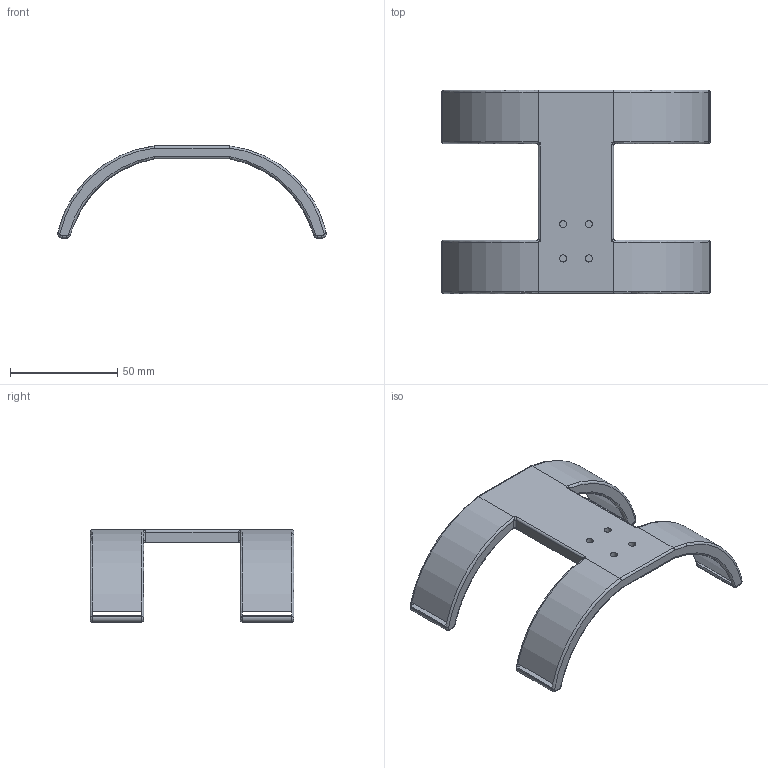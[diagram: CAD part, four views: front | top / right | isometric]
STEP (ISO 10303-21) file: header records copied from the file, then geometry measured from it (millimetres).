
FILE_DESCRIPTION(/* description */ (''),/* implementation_level */ '2;1');
FILE_NAME(/* name */ 'Bicep v13.step',/* time_stamp */ '2024-04-16T13:17:03-04:00',/* author */ (''),/* organization */ (''),/* preprocessor_version */ 'ST-DEVELOPER v20',/* originating_system */ 'Autodesk Translation Framework v12.20.1.177',/* authorisation */ '');
FILE_SCHEMA (('AUTOMOTIVE_DESIGN { 1 0 10303 214 3 1 1 }'));
Length unit declared in the file: millimetre
Products named in the file (1): Bicep
Bounding box: 125.12 x 95 x 43 mm (x, y, z)
Volume: 57263.1 mm3; surface area: 24056 mm2
Topology: 1 solids, 1 shells, 124 faces, 290 edges, 164 vertices
Faces by surface type: cylinder 46, plane 34, bspline 28, torus 16
Full cylindrical faces by diameter (mm): 3.332 x4
Entity records: 4253 total; most frequent: CARTESIAN_POINT 1473, DIRECTION 588, ORIENTED_EDGE 580, EDGE_CURVE 290, AXIS2_PLACEMENT_3D 245, VERTEX_POINT 164, CIRCLE 148, EDGE_LOOP 128
